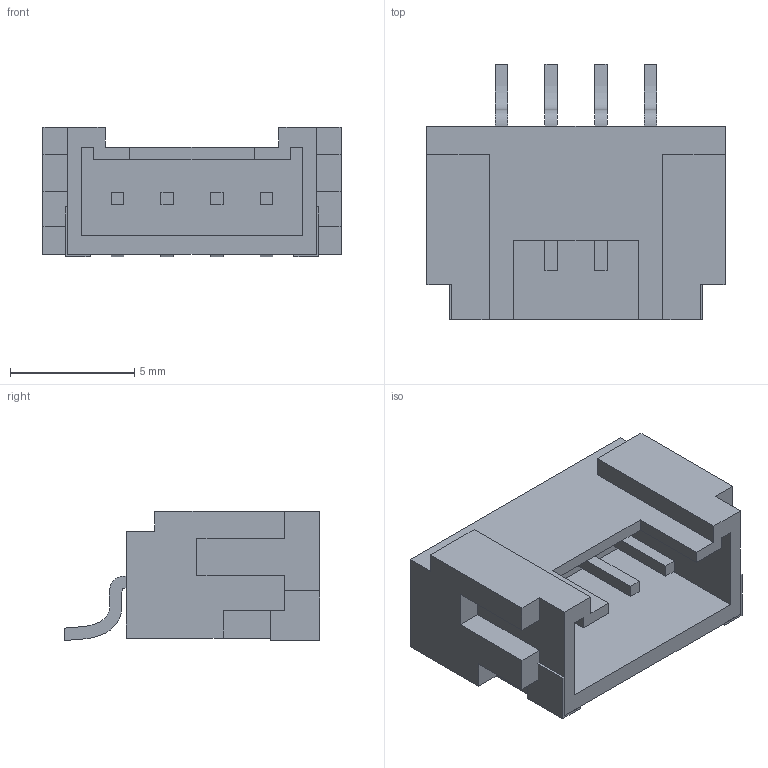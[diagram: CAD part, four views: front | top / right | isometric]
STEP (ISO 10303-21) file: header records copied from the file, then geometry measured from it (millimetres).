
FILE_DESCRIPTION(/* description */ ('STEP AP242','CAx-IF Rec.Pracs.---Representation and Presentation of Product Manufacturing Information (PMI)---4.0---2014-10-13','CAx-IF Rec.Pracs.---3D Tessellated Geometry---0.4---2014-09-14','2;1'),/* implementation_level */ '2;1');
FILE_NAME(/* name */ '686ea5db243940140e77d679',/* time_stamp */ '2025-07-09T17:24:44Z',/* author */ (''),/* organization */ (''),/* preprocessor_version */ 'ST-DEVELOPER v20',/* originating_system */ 'ONSHAPE BY PTC INC, 1.200',/* authorisation */ ' ');
FILE_SCHEMA (('AP242_MANAGED_MODEL_BASED_3D_ENGINEERING_MIM_LF { 1 0 10303 442 1 1 4 }'));
Length unit declared in the file: millimetre
Products named in the file (7): PinVornRechts; Pin1; Plastic; Pin2; Pin3; PinVornLinks; Pin4
Bounding box: 12 x 10.3 x 5.2 mm (x, y, z)
Volume: 233.7 mm3; surface area: 638.9 mm2
Topology: 7 solids, 7 shells, 104 faces, 270 edges, 180 vertices
Faces by surface type: plane 96, bspline 8
Entity records: 3575 total; most frequent: CARTESIAN_POINT 889, ORIENTED_EDGE 540, DIRECTION 460, EDGE_CURVE 270, LINE 254, VECTOR 254, VERTEX_POINT 180, EDGE_LOOP 112
